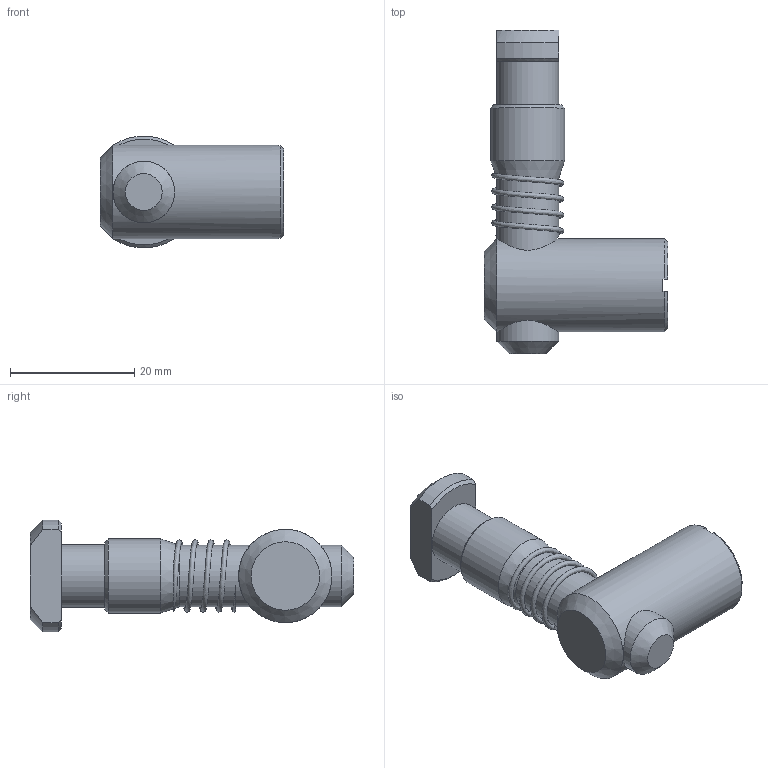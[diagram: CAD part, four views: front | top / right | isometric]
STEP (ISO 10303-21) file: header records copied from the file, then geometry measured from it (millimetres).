
FILE_DESCRIPTION(/* description */ (''),/* implementation_level */ '2;1');
FILE_NAME(/* name */ 'CAC45TC.step',/* time_stamp */ '2024-04-29T17:13:40+01:00',/* author */ ('project'),/* organization */ (''),/* preprocessor_version */ 'ST-DEVELOPER v19',/* originating_system */ 'Autodesk Inventor 2023',/* authorisation */ '');
FILE_SCHEMA (('AUTOMOTIVE_DESIGN { 1 0 10303 214 3 1 1 }'));
Length unit declared in the file: metre
Products named in the file (1): CAC45TC
Bounding box: 29.5 x 52 x 17.94 mm (x, y, z)
Surface area: 4770 mm2 (no closed solid volume)
Topology: 0 solids, 4 shells, 41 faces, 110 edges, 75 vertices
Faces by surface type: plane 19, cone 13, cylinder 8, bspline 1
Full cylindrical faces by diameter (mm): 8.5 x1, 9.9 x2, 10 x1, 11.9 x1, 15 x1
Entity records: 2379 total; most frequent: CARTESIAN_POINT 1278, ORIENTED_EDGE 211, DIRECTION 206, EDGE_CURVE 109, AXIS2_PLACEMENT_3D 81, VERTEX_POINT 75, EDGE_LOOP 46, LINE 44
